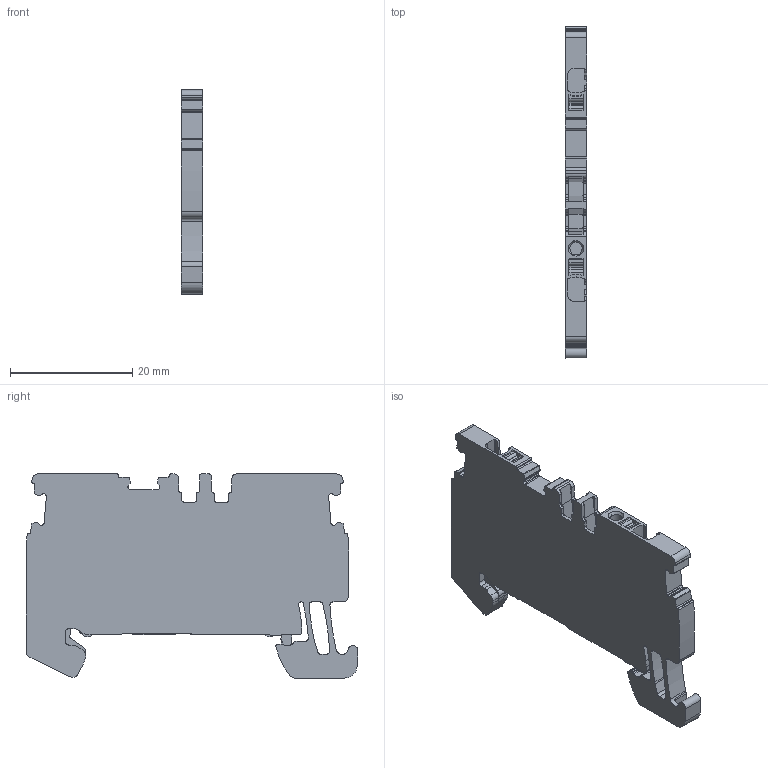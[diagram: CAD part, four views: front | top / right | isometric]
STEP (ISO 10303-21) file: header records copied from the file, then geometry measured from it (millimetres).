
FILE_DESCRIPTION(('CATIA V5 STEP Exchange','CAx-IF Rec.Pracs.--- Model Styling and Organization---1.5--- 2016-08-15','CAx-IF Rec.Pracs.---Supplemental Geometry---1.0---2011-11-01','CAx-IF Rec.Pracs.--- Composite Materials ---1.1---2010-07-15'),'2;1');
FILE_NAME ('8509652_4', '2024-05-31T03:56:32+00:00', ('none'), ('Weidmueller'), 'CATIA Version 5-6 Release 2022 SP4 HF5', 'CATIA V5 STEP AP214 v3', 'none');
FILE_SCHEMA(('AUTOMOTIVE_DESIGN { 1 0 10303 214 1 1 1 1 }'));
Length unit declared in the file: millimetre
Products named in the file (1): 1552680000_A2C_1-5_PE
Bounding box: 3.5 x 54.23 x 33.35 mm (x, y, z)
Volume: 4513.5 mm3; surface area: 4131.7 mm2
Topology: 1 solids, 1 shells, 457 faces, 1481 edges, 1032 vertices
Faces by surface type: plane 219, cylinder 214, extrusion 20, cone 4
Entity records: 16632 total; most frequent: CARTESIAN_POINT 3486, ORIENTED_EDGE 2962, DIRECTION 2147, EDGE_CURVE 1481, VERTEX_POINT 1032, VECTOR 1019, LINE 999, AXIS2_PLACEMENT_3D 775
